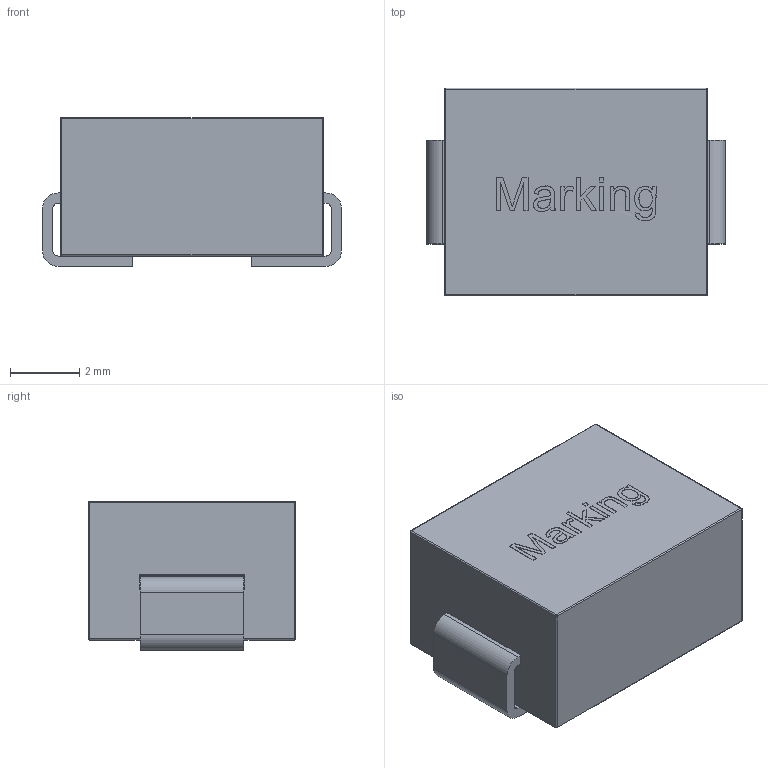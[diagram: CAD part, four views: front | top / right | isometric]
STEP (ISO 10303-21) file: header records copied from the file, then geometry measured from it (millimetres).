
FILE_DESCRIPTION(/* description */ ('Unknown'),/* implementation_level */ '2;1');
FILE_NAME(/* name */ 'L_Wurth_WE-HCM_9065',/* time_stamp */ '2022-03-08T10:33:03+08:00',/* author */ ('Unknown'),/* organization */ ('Unknown'),/* preprocessor_version */ 'ST-DEVELOPER v16.7',/* originating_system */ 'Solid Edge',/* authorisation */ 'Unknown');
FILE_SCHEMA (('AUTOMOTIVE_DESIGN {1 0 10303 214 3 1 1}'));
Length unit declared in the file: millimetre
Products named in the file (2): L_Wurth_WE-HCM_9065
Assembly tree (1 placements, depth 2):
  L_Wurth_WE-HCM_9065
    L_Wurth_WE-HCM_9065
Bounding box: 8.64 x 6 x 4.3 mm (x, y, z)
Volume: 188.4 mm3; surface area: 346.9 mm2
Topology: 1 solids, 1 shells, 154 faces, 401 edges, 237 vertices
Faces by surface type: plane 88, cylinder 38, bspline 15, sphere 13
Entity records: 6001 total; most frequent: CARTESIAN_POINT 1249, ORIENTED_EDGE 776, DIRECTION 706, EDGE_CURVE 388, LINE 290, VECTOR 290, VERTEX_POINT 237, AXIS2_PLACEMENT_3D 208
